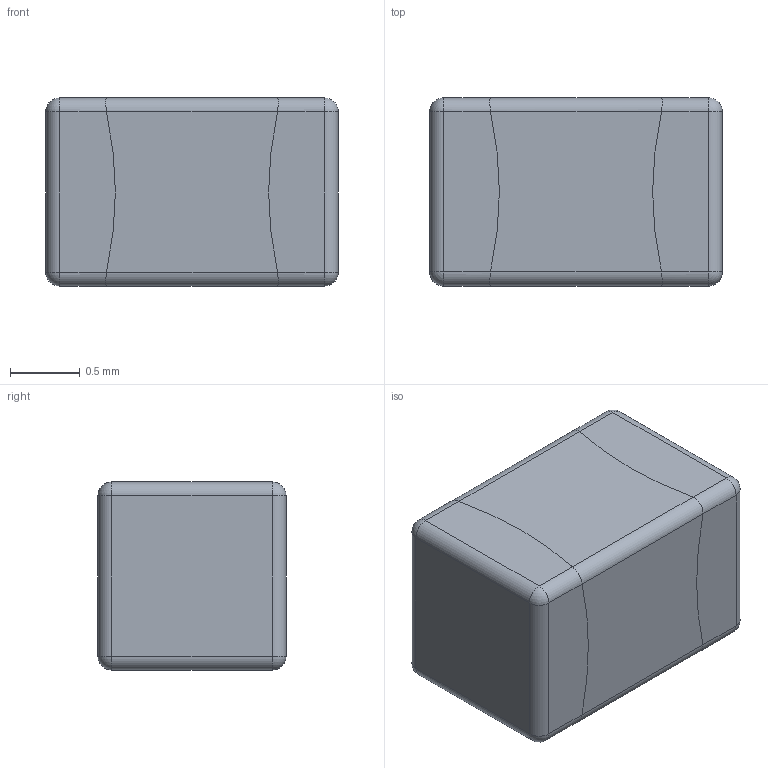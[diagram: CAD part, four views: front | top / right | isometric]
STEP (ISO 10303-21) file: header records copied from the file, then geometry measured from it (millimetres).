
FILE_DESCRIPTION(/* description */ (''),/* implementation_level */ '2;1');
FILE_NAME(/* name */ 'Capacitor SMD 0805.step',/* time_stamp */ '2019-02-05T11:55:54+00:00',/* author */ (''),/* organization */ (''),/* preprocessor_version */ 'ST-DEVELOPER v17.2',/* originating_system */ 'Autodesk Translation Framework v7.6.0.251',/* authorisation */ '');
FILE_SCHEMA (('AUTOMOTIVE_DESIGN { 1 0 10303 214 3 1 1 }'));
Length unit declared in the file: millimetre
Products named in the file (1): CAPC-0805-T1.35-BN
Bounding box: 2.1 x 1.35 x 1.35 mm (x, y, z)
Volume: 3.8 mm3; surface area: 14.1 mm2
Topology: 1 solids, 1 shells, 42 faces, 104 edges, 56 vertices
Faces by surface type: cylinder 20, plane 14, sphere 8
Entity records: 1280 total; most frequent: DIRECTION 238, CARTESIAN_POINT 195, ORIENTED_EDGE 192, AXIS2_PLACEMENT_3D 99, EDGE_CURVE 96, VERTEX_POINT 56, CIRCLE 48, STYLED_ITEM 43
